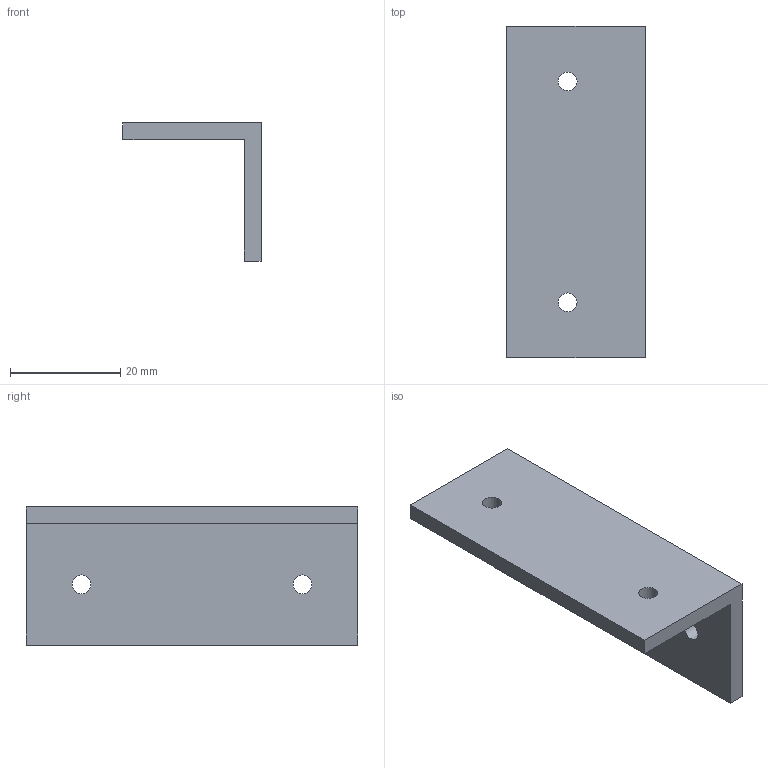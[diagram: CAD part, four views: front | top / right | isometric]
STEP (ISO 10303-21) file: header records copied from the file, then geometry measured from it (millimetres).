
FILE_DESCRIPTION(/* description */ (''),/* implementation_level */ '2;1');
FILE_NAME(/* name */ 'C103-021 LCHANNEL, CHASSIS.stp',/* time_stamp */ '2025-05-03T15:03:12-04:00',/* author */ (''),/* organization */ (''),/* preprocessor_version */ 'ST-DEVELOPER v19.4',/* originating_system */ 'SIEMENS PLM Software NX2306.8900',/* authorisation */ '');
FILE_SCHEMA (('AUTOMOTIVE_DESIGN { 1 0 10303 214 3 1 1 1 }'));
Length unit declared in the file: millimetre
Products named in the file (1): C103-021 LCHANNEL, CHASSIS
Bounding box: 25 x 60 x 25 mm (x, y, z)
Volume: 8351 mm3; surface area: 6337.5 mm2
Topology: 1 solids, 1 shells, 12 faces, 30 edges, 20 vertices
Faces by surface type: plane 8, cylinder 4
Full cylindrical faces by diameter (mm): 3.4 x4
Entity records: 382 total; most frequent: DIRECTION 60, CARTESIAN_POINT 59, ORIENTED_EDGE 52, EDGE_CURVE 26, EDGE_LOOP 24, AXIS2_PLACEMENT_3D 21, FACE_BOUND 20, VERTEX_POINT 20
